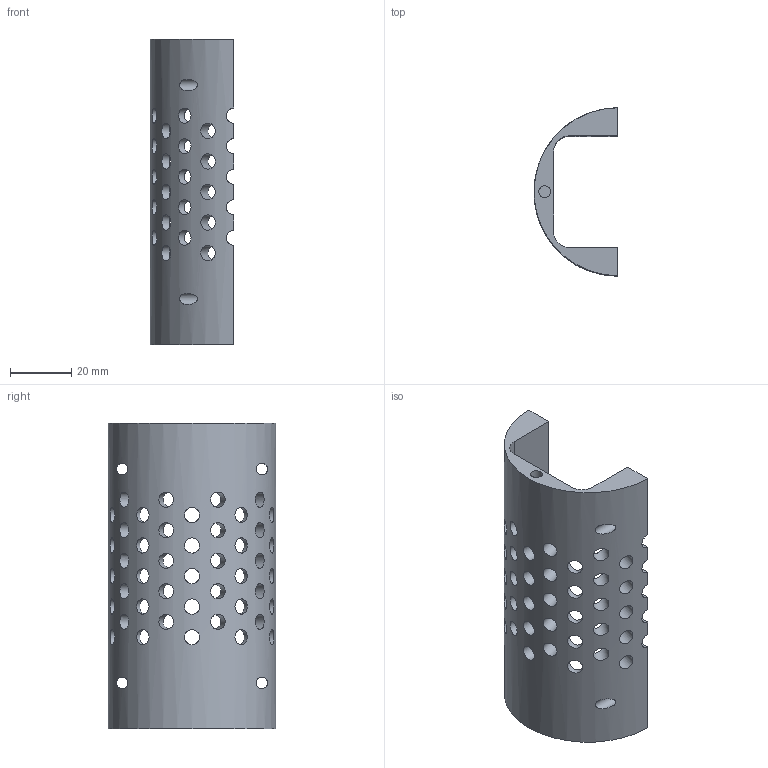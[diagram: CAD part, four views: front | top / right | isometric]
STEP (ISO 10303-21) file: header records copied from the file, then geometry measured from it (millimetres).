
FILE_DESCRIPTION(/* description */ ('STEP AP242','CAx-IF Rec.Pracs.---Representation and Presentation of Product Manufacturing Information (PMI)---4.0---2014-10-13','CAx-IF Rec.Pracs.---3D Tessellated Geometry---0.4---2014-09-14','2;1'),/* implementation_level */ '2;1');
FILE_NAME(/* name */ '65a0c75ff8c48951a29cbc64',/* time_stamp */ '2024-01-12T05:00:16Z',/* author */ (''),/* organization */ (''),/* preprocessor_version */ 'ST-DEVELOPER v19.4',/* originating_system */ ' ',/* authorisation */ ' ');
FILE_SCHEMA (('AP242_MANAGED_MODEL_BASED_3D_ENGINEERING_MIM_LF { 1 0 10303 442 1 1 4 }'));
Length unit declared in the file: metre
Products named in the file (1): USB spool tube side B
Bounding box: 27.5 x 55 x 100 mm (x, y, z)
Volume: 36382.5 mm3; surface area: 21559.8 mm2
Topology: 1 solids, 1 shells, 83 faces, 314 edges, 215 vertices
Faces by surface type: cylinder 64, plane 19
Full cylindrical faces by diameter (mm): 3.8 x4, 3.85 x2, 5 x45
Entity records: 3533 total; most frequent: CARTESIAN_POINT 1216, ORIENTED_EDGE 452, DIRECTION 384, EDGE_CURVE 226, EDGE_LOOP 214, FACE_BOUND 214, VERTEX_POINT 178, AXIS2_PLACEMENT_3D 153
